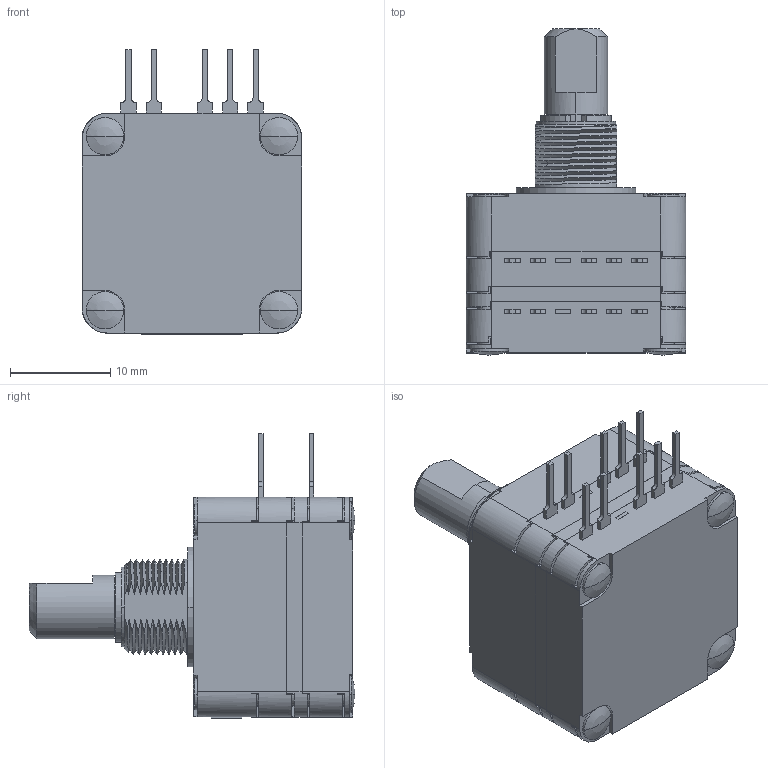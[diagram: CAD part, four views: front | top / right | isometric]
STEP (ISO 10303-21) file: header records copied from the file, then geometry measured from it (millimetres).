
FILE_DESCRIPTION((''),'2;1');
FILE_NAME('25BSP22THRU36-BG-2-XX_SW0001','2009-11-05T',('Administrator'),(''),'PRO/ENGINEER BY PARAMETRIC TECHNOLOGY CORPORATION, 2006200','PRO/ENGINEER BY PARAMETRIC TECHNOLOGY CORPORATION, 2006200','');
FILE_SCHEMA(('CONFIG_CONTROL_DESIGN'));
Length unit declared in the file: inch
Products named in the file (1): 25BSP22THRU36-BG-2-XX_SW0001
Bounding box: 21.98 x 32.59 x 28.43 mm (x, y, z)
Volume: 4141.3 mm3; surface area: 7330.6 mm2
Topology: 1 solids, 2 shells, 888 faces, 2448 edges, 1585 vertices
Faces by surface type: plane 608, cylinder 207, bspline 46, cone 19, sphere 8
Entity records: 36659 total; most frequent: CARTESIAN_POINT 8334, ORIENTED_EDGE 4864, DIRECTION 4634, EDGE_CURVE 2432, VECTOR 1610, LINE 1610, VERTEX_POINT 1585, AXIS2_PLACEMENT_3D 1512
